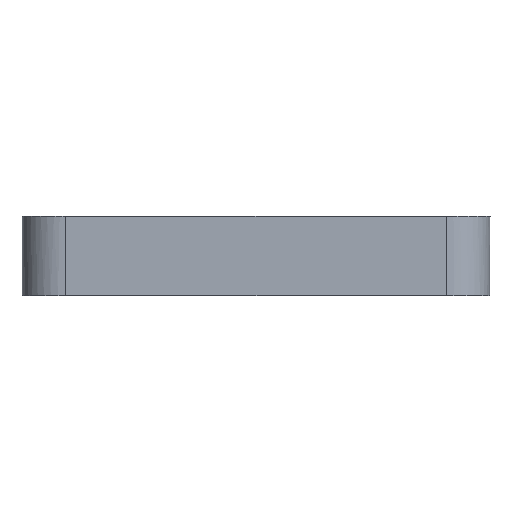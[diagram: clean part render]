
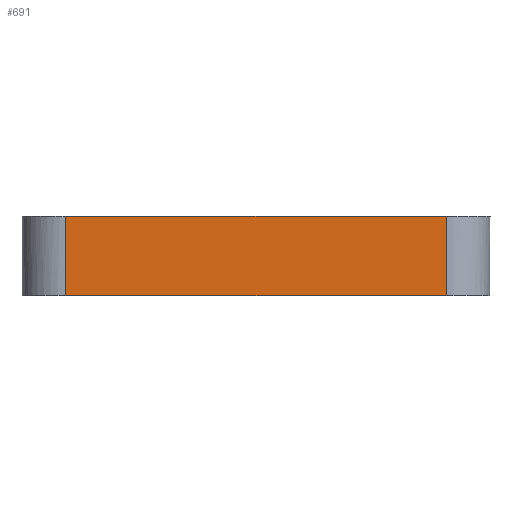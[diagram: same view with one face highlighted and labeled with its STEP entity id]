
A CAD part, front view. The second image highlights one B-rep face of the part: STEP entity #691.
In plain terms, the highlighted planar face has unit normal (0, -1, 0).
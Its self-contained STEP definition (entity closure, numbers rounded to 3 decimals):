
#673=AXIS2_PLACEMENT_3D('Plane Axis2P3D',#670,#671,#672) ;
#76=CARTESIAN_POINT('Line Origine',(18.8,0.,6.35)) ;
#80=CARTESIAN_POINT('Vertex',(3.5,0.,6.35)) ;
#82=CARTESIAN_POINT('Vertex',(34.1,0.,6.35)) ;
#424=CARTESIAN_POINT('Vertex',(34.1,0.,0.)) ;
#427=CARTESIAN_POINT('Line Origine',(18.8,0.,0.)) ;
#431=CARTESIAN_POINT('Vertex',(3.5,0.,0.)) ;
#670=CARTESIAN_POINT('Axis2P3D Location',(0.,0.,6.35)) ;
#675=CARTESIAN_POINT('Line Origine',(34.1,0.,3.175)) ;
#680=CARTESIAN_POINT('Line Origine',(3.5,0.,3.175)) ;
#77=DIRECTION('Vector Direction',(1.,0.,0.)) ;
#428=DIRECTION('Vector Direction',(1.,0.,0.)) ;
#671=DIRECTION('Axis2P3D Direction',(0.,1.,0.)) ;
#672=DIRECTION('Axis2P3D XDirection',(0.,0.,1.)) ;
#676=DIRECTION('Vector Direction',(0.,0.,1.)) ;
#681=DIRECTION('Vector Direction',(0.,0.,-1.)) ;
#78=VECTOR('Line Direction',#77,1.) ;
#429=VECTOR('Line Direction',#428,1.) ;
#677=VECTOR('Line Direction',#676,1.) ;
#682=VECTOR('Line Direction',#681,1.) ;
#686=ORIENTED_EDGE('',*,*,#433,.T.) ;
#687=ORIENTED_EDGE('',*,*,#679,.T.) ;
#688=ORIENTED_EDGE('',*,*,#84,.F.) ;
#689=ORIENTED_EDGE('',*,*,#684,.T.) ;
#691=ADVANCED_FACE('Fillet2',(#690),#674,.F.) ;
#84=EDGE_CURVE('',#81,#83,#79,.T.) ;
#433=EDGE_CURVE('',#432,#425,#430,.T.) ;
#679=EDGE_CURVE('',#425,#83,#678,.T.) ;
#684=EDGE_CURVE('',#81,#432,#683,.T.) ;
#685=EDGE_LOOP('',(#686,#687,#688,#689)) ;
#690=FACE_OUTER_BOUND('',#685,.T.) ;
#79=LINE('Line',#76,#78) ;
#430=LINE('Line',#427,#429) ;
#678=LINE('Line',#675,#677) ;
#683=LINE('Line',#680,#682) ;
#674=PLANE('',#673) ;
#81=VERTEX_POINT('',#80) ;
#83=VERTEX_POINT('',#82) ;
#425=VERTEX_POINT('',#424) ;
#432=VERTEX_POINT('',#431) ;
